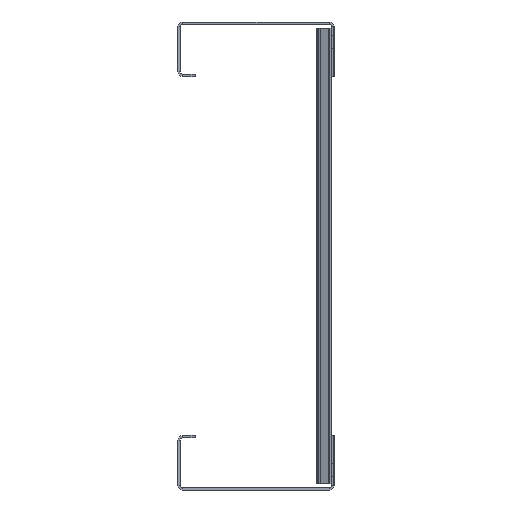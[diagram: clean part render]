
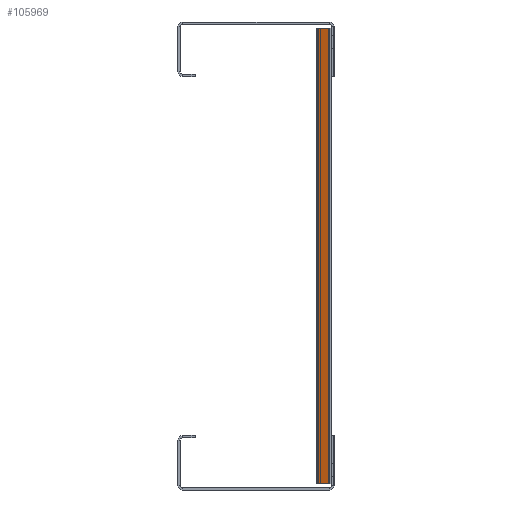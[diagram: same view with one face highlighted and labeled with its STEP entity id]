
A CAD part, left-side view. The second image highlights one B-rep face of the part: STEP entity #105969.
In plain terms, the highlighted planar face has unit normal (-0.94, 0.342, 0).
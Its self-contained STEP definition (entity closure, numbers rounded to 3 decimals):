
#64032=DIRECTION('',(0.,0.,1.));
#64033=VECTOR('',#64032,292.);
#64034=CARTESIAN_POINT('',(-1410.464,1.858,-146.));
#64035=LINE('',#64034,#64033);
#64040=DIRECTION('',(0.,0.,1.));
#64041=VECTOR('',#64040,292.);
#64042=CARTESIAN_POINT('',(-1408.027,8.552,-146.));
#64043=LINE('',#64042,#64041);
#67180=DIRECTION('',(-0.342,-0.94,0.));
#67181=VECTOR('',#67180,7.124);
#67182=CARTESIAN_POINT('',(-1408.027,8.552,-146.));
#67183=LINE('',#67182,#67181);
#67218=DIRECTION('',(-0.342,-0.94,0.));
#67219=VECTOR('',#67218,7.124);
#67220=CARTESIAN_POINT('',(-1408.027,8.552,146.));
#67221=LINE('',#67220,#67219);
#79904=CARTESIAN_POINT('',(-1408.027,8.552,-146.));
#79905=VERTEX_POINT('',#79904);
#79906=CARTESIAN_POINT('',(-1410.464,1.858,-146.));
#79907=VERTEX_POINT('',#79906);
#86040=CARTESIAN_POINT('',(-1408.027,8.552,146.));
#86041=VERTEX_POINT('',#86040);
#86042=CARTESIAN_POINT('',(-1410.464,1.858,146.));
#86043=VERTEX_POINT('',#86042);
#105955=CARTESIAN_POINT('',(-1408.027,8.552,-305.));
#105956=DIRECTION('',(-0.94,0.342,0.));
#105957=DIRECTION('',(-0.342,-0.94,0.));
#105958=AXIS2_PLACEMENT_3D('',#105955,#105956,#105957);
#105959=PLANE('',#105958);
#105961=ORIENTED_EDGE('',*,*,#105960,.T.);
#105963=ORIENTED_EDGE('',*,*,#105962,.T.);
#105964=ORIENTED_EDGE('',*,*,#105945,.F.);
#105966=ORIENTED_EDGE('',*,*,#105965,.F.);
#105967=EDGE_LOOP('',(#105961,#105963,#105964,#105966));
#105968=FACE_OUTER_BOUND('',#105967,.F.);
#105969=ADVANCED_FACE('',(#105968),#105959,.T.);
#105945=EDGE_CURVE('',#79907,#86043,#64035,.T.);
#105960=EDGE_CURVE('',#79905,#86041,#64043,.T.);
#105962=EDGE_CURVE('',#86041,#86043,#67221,.T.);
#105965=EDGE_CURVE('',#79905,#79907,#67183,.T.);
